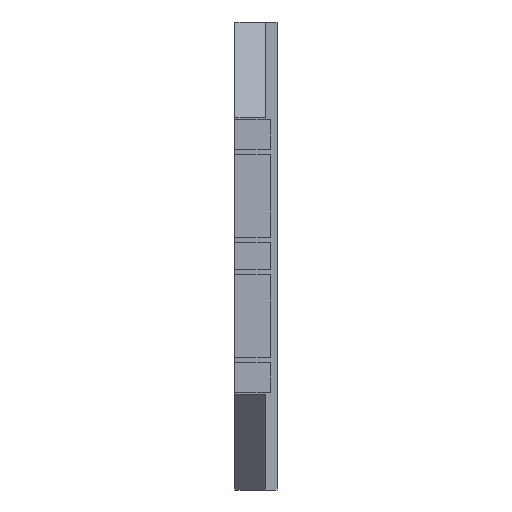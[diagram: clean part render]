
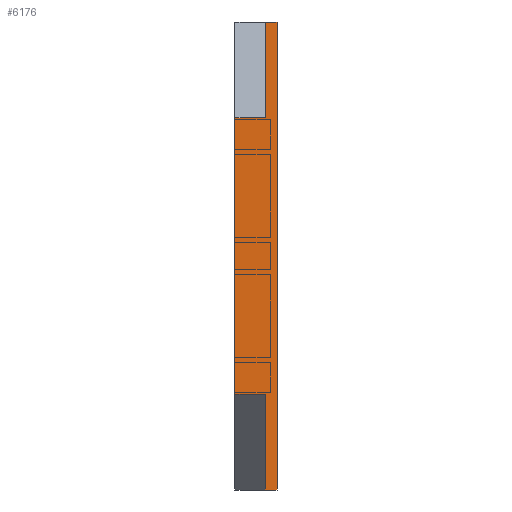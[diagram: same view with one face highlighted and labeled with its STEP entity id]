
A CAD part, left-side view. The second image highlights one B-rep face of the part: STEP entity #6176.
In plain terms, the highlighted planar face has unit normal (-1, 0, 0).
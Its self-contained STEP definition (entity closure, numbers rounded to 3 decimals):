
#364=PLANE('',#6630);
#700=FACE_OUTER_BOUND('',#1090,.T.);
#1090=EDGE_LOOP('',(#5793,#5794,#5795,#5796,#5797,#5798,#5799,#5800));
#1246=LINE('',#8400,#1993);
#1298=LINE('',#8533,#2045);
#1574=LINE('',#9238,#2321);
#1806=LINE('',#9700,#2553);
#1935=LINE('',#9977,#2682);
#1938=LINE('',#9999,#2685);
#1940=LINE('',#10003,#2687);
#1941=LINE('',#10005,#2688);
#1993=VECTOR('',#6750,10.);
#2045=VECTOR('',#6864,10.);
#2321=VECTOR('',#7488,10.);
#2553=VECTOR('',#7882,10.);
#2682=VECTOR('',#8209,10.);
#2685=VECTOR('',#8250,10.);
#2687=VECTOR('',#8254,10.);
#2688=VECTOR('',#8257,10.);
#2742=VERTEX_POINT('',#8397);
#2743=VERTEX_POINT('',#8399);
#2793=VERTEX_POINT('',#8531);
#3047=VERTEX_POINT('',#9235);
#3048=VERTEX_POINT('',#9237);
#3197=VERTEX_POINT('',#9699);
#3246=VERTEX_POINT('',#9975);
#3247=VERTEX_POINT('',#10001);
#3317=EDGE_CURVE('',#2742,#2743,#1246,.T.);
#3383=EDGE_CURVE('',#2742,#2793,#1298,.T.);
#3719=EDGE_CURVE('',#3047,#3048,#1574,.T.);
#3963=EDGE_CURVE('',#2743,#3197,#1806,.T.);
#4092=EDGE_CURVE('',#3246,#3047,#1935,.T.);
#4095=EDGE_CURVE('',#3197,#3246,#1938,.T.);
#4097=EDGE_CURVE('',#3247,#2793,#1940,.T.);
#4098=EDGE_CURVE('',#3247,#3048,#1941,.T.);
#5793=ORIENTED_EDGE('',*,*,#4097,.F.);
#5794=ORIENTED_EDGE('',*,*,#4098,.T.);
#5795=ORIENTED_EDGE('',*,*,#3719,.F.);
#5796=ORIENTED_EDGE('',*,*,#4092,.F.);
#5797=ORIENTED_EDGE('',*,*,#4095,.F.);
#5798=ORIENTED_EDGE('',*,*,#3963,.F.);
#5799=ORIENTED_EDGE('',*,*,#3317,.F.);
#5800=ORIENTED_EDGE('',*,*,#3383,.T.);
#6176=ADVANCED_FACE('',(#700),#364,.T.);
#6630=AXIS2_PLACEMENT_3D('',#10006,#8258,#8259);
#6750=DIRECTION('',(0.,0.,-1.));
#6864=DIRECTION('',(0.,1.,0.));
#7488=DIRECTION('',(0.,0.,1.));
#7882=DIRECTION('',(0.,1.,0.));
#8209=DIRECTION('',(0.,1.,0.));
#8250=DIRECTION('',(0.,0.,1.));
#8254=DIRECTION('',(0.,0.,1.));
#8257=DIRECTION('',(0.,1.,0.));
#8258=DIRECTION('center_axis',(-1.,0.,0.));
#8259=DIRECTION('ref_axis',(0.,0.,1.));
#8397=CARTESIAN_POINT('',(-100.,0.,50.));
#8399=CARTESIAN_POINT('',(-100.,0.,-50.));
#8400=CARTESIAN_POINT('',(-100.,0.,50.));
#8531=CARTESIAN_POINT('',(-100.,2.5,50.));
#8533=CARTESIAN_POINT('',(-100.,0.,50.));
#9235=CARTESIAN_POINT('',(-100.,9.,-29.5));
#9237=CARTESIAN_POINT('',(-100.,9.,29.5));
#9238=CARTESIAN_POINT('',(-100.,9.,-50.));
#9699=CARTESIAN_POINT('',(-100.,2.5,-50.));
#9700=CARTESIAN_POINT('',(-100.,0.,-50.));
#9975=CARTESIAN_POINT('',(-100.,2.5,-29.5));
#9977=CARTESIAN_POINT('',(-100.,1.5,-29.5));
#9999=CARTESIAN_POINT('',(-100.,2.5,50.));
#10001=CARTESIAN_POINT('',(-100.,2.5,29.5));
#10003=CARTESIAN_POINT('',(-100.,2.5,50.));
#10005=CARTESIAN_POINT('',(-100.,1.5,29.5));
#10006=CARTESIAN_POINT('Origin',(-100.,0.,-50.));
